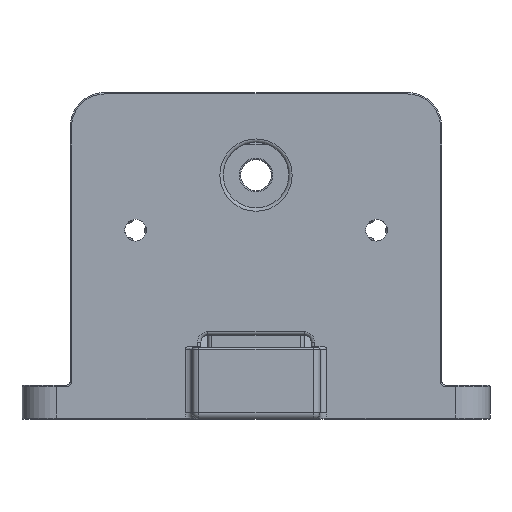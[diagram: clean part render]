
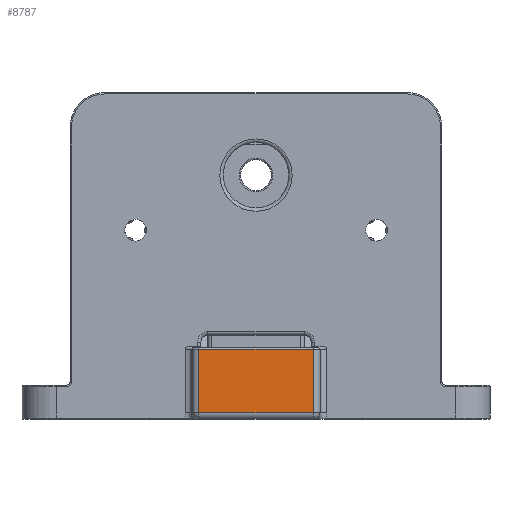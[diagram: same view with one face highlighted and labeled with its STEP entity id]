
A CAD part, left-side view. The second image highlights one B-rep face of the part: STEP entity #8787.
In plain terms, the highlighted planar face has unit normal (-1, 0, 0).
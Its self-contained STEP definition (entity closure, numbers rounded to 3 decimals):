
#169=PLANE('',#9857);
#667=LINE('',#19655,#1159);
#668=LINE('',#19669,#1160);
#671=LINE('',#19673,#1163);
#739=LINE('',#20854,#1231);
#1159=VECTOR('',#12024,10.);
#1160=VECTOR('',#12039,10.);
#1163=VECTOR('',#12044,10.);
#1231=VECTOR('',#12402,10.);
#1988=FACE_OUTER_BOUND('',#2573,.T.);
#2573=EDGE_LOOP('',(#7703,#7704,#7705,#7706));
#4108=VERTEX_POINT('',#19642);
#4112=VERTEX_POINT('',#19651);
#4116=VERTEX_POINT('',#19660);
#4119=VERTEX_POINT('',#19667);
#5239=EDGE_CURVE('',#4108,#4112,#667,.T.);
#5245=EDGE_CURVE('',#4119,#4116,#668,.T.);
#5248=EDGE_CURVE('',#4116,#4108,#671,.T.);
#5409=EDGE_CURVE('',#4112,#4119,#739,.T.);
#7703=ORIENTED_EDGE('',*,*,#5245,.F.);
#7704=ORIENTED_EDGE('',*,*,#5409,.F.);
#7705=ORIENTED_EDGE('',*,*,#5239,.F.);
#7706=ORIENTED_EDGE('',*,*,#5248,.F.);
#8787=ADVANCED_FACE('',(#1988),#169,.T.);
#9857=AXIS2_PLACEMENT_3D('',#20863,#12418,#12419);
#12024=DIRECTION('',(0.,0.,-1.));
#12039=DIRECTION('',(0.,0.,1.));
#12044=DIRECTION('',(0.,-1.,0.));
#12402=DIRECTION('',(0.,1.,0.));
#12418=DIRECTION('center_axis',(-1.,0.,0.));
#12419=DIRECTION('ref_axis',(0.,0.,1.));
#19642=CARTESIAN_POINT('',(-60.15,-8.3,10.2));
#19651=CARTESIAN_POINT('',(-60.15,-8.3,1.));
#19655=CARTESIAN_POINT('',(-60.15,-8.3,1.25));
#19660=CARTESIAN_POINT('',(-60.15,8.3,10.2));
#19667=CARTESIAN_POINT('',(-60.15,8.3,1.));
#19669=CARTESIAN_POINT('',(-60.15,8.3,3.75));
#19673=CARTESIAN_POINT('',(-60.15,0.,10.2));
#20854=CARTESIAN_POINT('',(-60.15,0.,1.));
#20863=CARTESIAN_POINT('Origin',(-60.15,0.,2.5));
